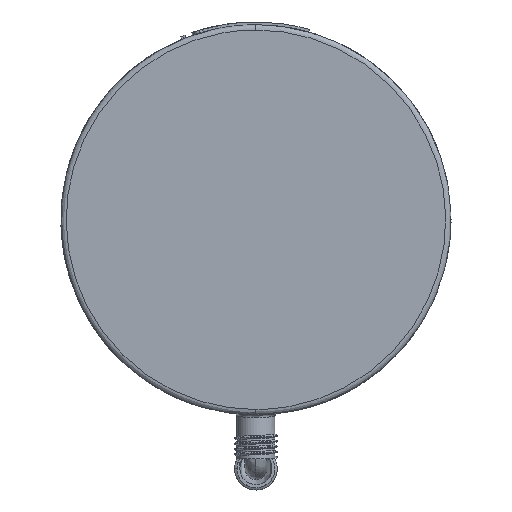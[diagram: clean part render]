
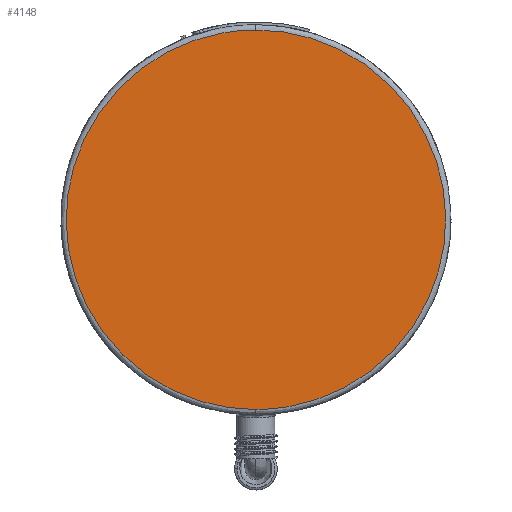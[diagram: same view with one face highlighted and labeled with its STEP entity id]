
A CAD part, front view. The second image highlights one B-rep face of the part: STEP entity #4148.
In plain terms, the highlighted free-form (B-spline) face has degree [1, 1] with [2, 2] control points.
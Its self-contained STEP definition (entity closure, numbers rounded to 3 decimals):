
#2212 = EDGE_CURVE('',#2213,#2215,#2217,.T.);
#2213 = VERTEX_POINT('',#2214);
#2214 = CARTESIAN_POINT('',(791.195,977.857,
    1592.241));
#2215 = VERTEX_POINT('',#2216);
#2216 = CARTESIAN_POINT('',(791.195,977.857,
    1506.825));
#2217 = ( BOUNDED_CURVE() B_SPLINE_CURVE(2,(#2218,#2219,#2220,#2221,
#2222),.UNSPECIFIED.,.F.,.F.) B_SPLINE_CURVE_WITH_KNOTS((3,2,3),(0.,
1.571,3.142),.PIECEWISE_BEZIER_KNOTS.) CURVE() 
GEOMETRIC_REPRESENTATION_ITEM() RATIONAL_B_SPLINE_CURVE((1.,
0.707,1.,0.707,1.)) REPRESENTATION_ITEM('') );
#2218 = CARTESIAN_POINT('',(791.195,977.857,
    1592.241));
#2219 = CARTESIAN_POINT('',(833.903,977.857,
    1592.241));
#2220 = CARTESIAN_POINT('',(833.903,977.857,
    1549.533));
#2221 = CARTESIAN_POINT('',(833.903,977.857,
    1506.825));
#2222 = CARTESIAN_POINT('',(791.195,977.857,
    1506.825));
#4148 = ADVANCED_FACE('',(#4149),#4160,.T.);
#4149 = FACE_BOUND('',#4150,.F.);
#4150 = EDGE_LOOP('',(#4151,#4152));
#4151 = ORIENTED_EDGE('',*,*,#2212,.F.);
#4152 = ORIENTED_EDGE('',*,*,#4153,.F.);
#4153 = EDGE_CURVE('',#2215,#2213,#4154,.T.);
#4154 = ( BOUNDED_CURVE() B_SPLINE_CURVE(2,(#4155,#4156,#4157,#4158,
#4159),.UNSPECIFIED.,.F.,.F.) B_SPLINE_CURVE_WITH_KNOTS((3,2,3),(
    3.142,4.712,6.283),
.PIECEWISE_BEZIER_KNOTS.) CURVE() GEOMETRIC_REPRESENTATION_ITEM() 
RATIONAL_B_SPLINE_CURVE((1.,0.707,1.,0.707,1.)) 
REPRESENTATION_ITEM('') );
#4155 = CARTESIAN_POINT('',(791.195,977.857,
    1506.825));
#4156 = CARTESIAN_POINT('',(748.487,977.857,
    1506.825));
#4157 = CARTESIAN_POINT('',(748.487,977.857,
    1549.533));
#4158 = CARTESIAN_POINT('',(748.487,977.857,
    1592.241));
#4159 = CARTESIAN_POINT('',(791.195,977.857,
    1592.241));
#4160 = B_SPLINE_SURFACE_WITH_KNOTS('',1,1,(
    (#4161,#4162)
    ,(#4163,#4164
    )),.UNSPECIFIED.,.F.,.F.,.F.,(2,2),(2,2),(-35.5,35.5),(-35.5,35.5),
  .PIECEWISE_BEZIER_KNOTS.);
#4161 = CARTESIAN_POINT('',(748.487,977.857,
    1506.825));
#4162 = CARTESIAN_POINT('',(833.903,977.857,
    1506.825));
#4163 = CARTESIAN_POINT('',(748.487,977.857,
    1592.241));
#4164 = CARTESIAN_POINT('',(833.903,977.857,
    1592.241));
